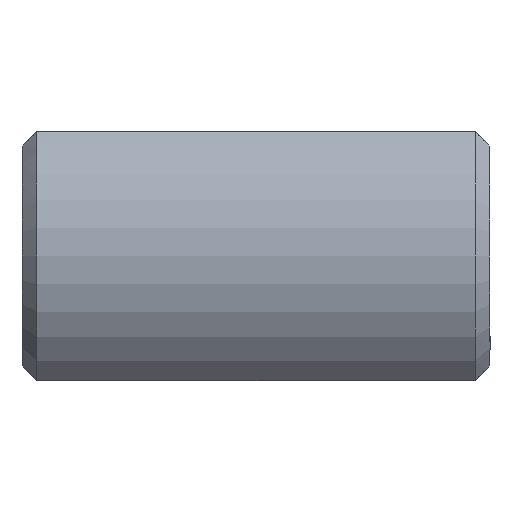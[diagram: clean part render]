
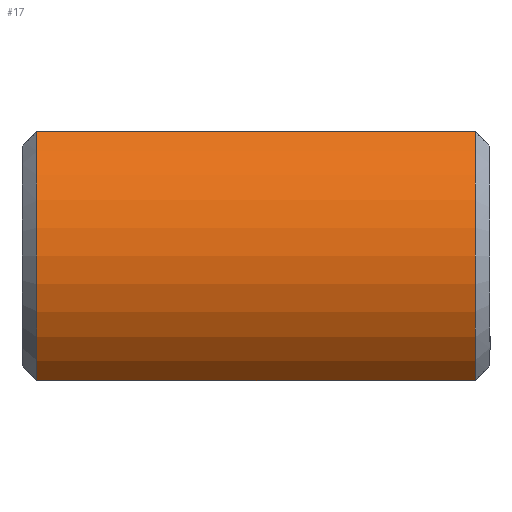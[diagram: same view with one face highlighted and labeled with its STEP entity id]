
A CAD part, front view. The second image highlights one B-rep face of the part: STEP entity #17.
In plain terms, the highlighted cylindrical face has radius 3.3 mm (diameter 6.6 mm), a partial arc.
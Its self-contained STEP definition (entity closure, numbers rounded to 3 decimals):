
#17 = ADVANCED_FACE('',(#18),#54,.T.);
#18 = FACE_BOUND('',#19,.F.);
#19 = EDGE_LOOP('',(#20,#30,#39,#47));
#20 = ORIENTED_EDGE('',*,*,#21,.T.);
#21 = EDGE_CURVE('',#22,#24,#26,.T.);
#22 = VERTEX_POINT('',#23);
#23 = CARTESIAN_POINT('',(0.3,-2.154,2.5));
#24 = VERTEX_POINT('',#25);
#25 = CARTESIAN_POINT('',(9.075,-2.154,2.5));
#26 = LINE('',#27,#28);
#27 = CARTESIAN_POINT('',(0.,-2.154,2.5));
#28 = VECTOR('',#29,1.);
#29 = DIRECTION('',(1.,0.,0.));
#30 = ORIENTED_EDGE('',*,*,#31,.T.);
#31 = EDGE_CURVE('',#24,#32,#34,.T.);
#32 = VERTEX_POINT('',#33);
#33 = CARTESIAN_POINT('',(9.075,-2.154,-2.5));
#34 = CIRCLE('',#35,3.3);
#35 = AXIS2_PLACEMENT_3D('',#36,#37,#38);
#36 = CARTESIAN_POINT('',(9.075,0.,0.)
  );
#37 = DIRECTION('',(1.,0.,0.));
#38 = DIRECTION('',(0.,-0.653,0.758));
#39 = ORIENTED_EDGE('',*,*,#40,.F.);
#40 = EDGE_CURVE('',#41,#32,#43,.T.);
#41 = VERTEX_POINT('',#42);
#42 = CARTESIAN_POINT('',(0.3,-2.154,-2.5));
#43 = LINE('',#44,#45);
#44 = CARTESIAN_POINT('',(0.,-2.154,-2.5));
#45 = VECTOR('',#46,1.);
#46 = DIRECTION('',(1.,0.,0.));
#47 = ORIENTED_EDGE('',*,*,#48,.F.);
#48 = EDGE_CURVE('',#22,#41,#49,.T.);
#49 = CIRCLE('',#50,3.3);
#50 = AXIS2_PLACEMENT_3D('',#51,#52,#53);
#51 = CARTESIAN_POINT('',(0.3,0.,0.));
#52 = DIRECTION('',(1.,0.,0.));
#53 = DIRECTION('',(0.,-0.653,0.758));
#54 = CYLINDRICAL_SURFACE('',#55,3.3);
#55 = AXIS2_PLACEMENT_3D('',#56,#57,#58);
#56 = CARTESIAN_POINT('',(0.,0.,0.));
#57 = DIRECTION('',(-1.,0.,0.));
#58 = DIRECTION('',(0.,1.,0.));
